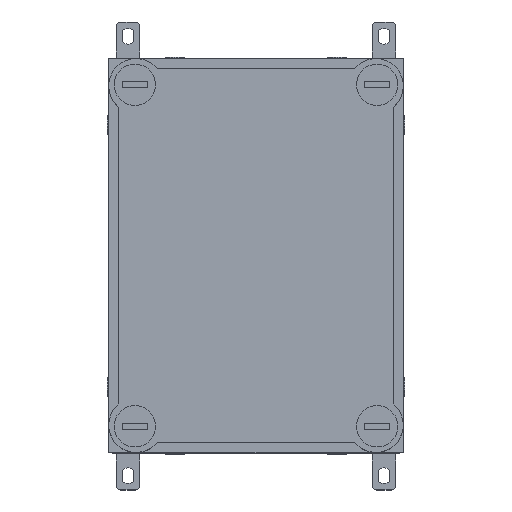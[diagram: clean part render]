
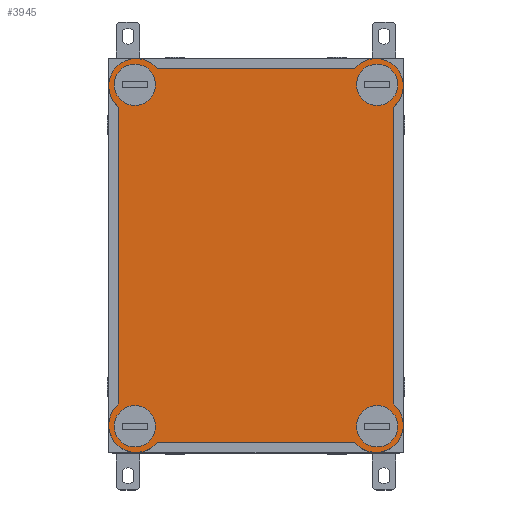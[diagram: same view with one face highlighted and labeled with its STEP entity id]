
A CAD part, top view. The second image highlights one B-rep face of the part: STEP entity #3945.
In plain terms, the highlighted planar face has unit normal (0, 0, 1).
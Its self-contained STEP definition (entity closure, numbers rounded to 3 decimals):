
#3945 = ADVANCED_FACE( '', ( #8391, #8392, #8393, #8394, #8395 ), #8396, .T. );
#8391 = FACE_BOUND( '', #13178, .T. );
#8392 = FACE_BOUND( '', #13179, .T. );
#8393 = FACE_BOUND( '', #13180, .T. );
#8394 = FACE_BOUND( '', #13181, .T. );
#8395 = FACE_OUTER_BOUND( '', #13182, .T. );
#8396 = PLANE( '', #13183 );
#13178 = EDGE_LOOP( '', ( #24675 ) );
#13179 = EDGE_LOOP( '', ( #24676 ) );
#13180 = EDGE_LOOP( '', ( #24677 ) );
#13181 = EDGE_LOOP( '', ( #24678 ) );
#13182 = EDGE_LOOP( '', ( #24679, #24680, #24681, #24682, #24683, #24684, #24685, #24686 ) );
#13183 = AXIS2_PLACEMENT_3D( '', #24687, #24688, #24689 );
#24675 = ORIENTED_EDGE( '', *, *, #30499, .F. );
#24676 = ORIENTED_EDGE( '', *, *, #29969, .F. );
#24677 = ORIENTED_EDGE( '', *, *, #31610, .F. );
#24678 = ORIENTED_EDGE( '', *, *, #29666, .F. );
#24679 = ORIENTED_EDGE( '', *, *, #31306, .T. );
#24680 = ORIENTED_EDGE( '', *, *, #27067, .T. );
#24681 = ORIENTED_EDGE( '', *, *, #30558, .T. );
#24682 = ORIENTED_EDGE( '', *, *, #30291, .T. );
#24683 = ORIENTED_EDGE( '', *, *, #31098, .F. );
#24684 = ORIENTED_EDGE( '', *, *, #31004, .T. );
#24685 = ORIENTED_EDGE( '', *, *, #30053, .F. );
#24686 = ORIENTED_EDGE( '', *, *, #30887, .T. );
#24687 = CARTESIAN_POINT( '', ( 0., 0., 55. ) );
#24688 = DIRECTION( '', ( 0., 0., 1. ) );
#24689 = DIRECTION( '', ( 1., 0., 0. ) );
#27067 = EDGE_CURVE( '', #32148, #32145, #32149, .T. );
#29666 = EDGE_CURVE( '', #36488, #36488, #36489, .T. );
#29969 = EDGE_CURVE( '', #36914, #36914, #36915, .T. );
#30053 = EDGE_CURVE( '', #37026, #37027, #37028, .T. );
#30291 = EDGE_CURVE( '', #37340, #37344, #37346, .T. );
#30499 = EDGE_CURVE( '', #37629, #37629, #37630, .T. );
#30558 = EDGE_CURVE( '', #32145, #37340, #37711, .T. );
#30887 = EDGE_CURVE( '', #37026, #38132, #38134, .T. );
#31004 = EDGE_CURVE( '', #38280, #37027, #38281, .T. );
#31098 = EDGE_CURVE( '', #38280, #37344, #38395, .T. );
#31306 = EDGE_CURVE( '', #38132, #32148, #38638, .T. );
#31610 = EDGE_CURVE( '', #38983, #38983, #38984, .T. );
#32145 = VERTEX_POINT( '', #39585 );
#32148 = VERTEX_POINT( '', #39589 );
#32149 = CIRCLE( '', #39590, 17.18 );
#36488 = VERTEX_POINT( '', #45312 );
#36489 = CIRCLE( '', #45313, 13. );
#36914 = VERTEX_POINT( '', #45892 );
#36915 = CIRCLE( '', #45893, 13. );
#37026 = VERTEX_POINT( '', #46037 );
#37027 = VERTEX_POINT( '', #46038 );
#37028 = LINE( '', #46039, #46040 );
#37340 = VERTEX_POINT( '', #46474 );
#37344 = VERTEX_POINT( '', #46479 );
#37346 = CIRCLE( '', #46482, 17.18 );
#37629 = VERTEX_POINT( '', #46883 );
#37630 = CIRCLE( '', #46884, 13. );
#37711 = LINE( '', #46990, #46991 );
#38132 = VERTEX_POINT( '', #47553 );
#38134 = CIRCLE( '', #47556, 17.18 );
#38280 = VERTEX_POINT( '', #47753 );
#38281 = CIRCLE( '', #47754, 17.18 );
#38395 = LINE( '', #47902, #47903 );
#38638 = LINE( '', #48227, #48228 );
#38983 = VERTEX_POINT( '', #48673 );
#38984 = CIRCLE( '', #48674, 13. );
#39585 = CARTESIAN_POINT( '', ( 6.4, 154.939, 55. ) );
#39589 = CARTESIAN_POINT( '', ( 30.561, 179.1, 55. ) );
#39590 = AXIS2_PLACEMENT_3D( '', #49237, #49238, #49239 );
#45312 = CARTESIAN_POINT( '', ( 244.5, 169., 55. ) );
#45313 = AXIS2_PLACEMENT_3D( '', #52789, #52790, #52791 );
#45892 = CARTESIAN_POINT( '', ( 29.5, 16.5, 55. ) );
#45893 = AXIS2_PLACEMENT_3D( '', #53120, #53121, #53122 );
#46037 = CARTESIAN_POINT( '', ( 241.6, 154.939, 55. ) );
#46038 = CARTESIAN_POINT( '', ( 241.6, 30.561, 55. ) );
#46039 = CARTESIAN_POINT( '', ( 241.6, 185.5, 55. ) );
#46040 = VECTOR( '', #53213, 1000. );
#46474 = CARTESIAN_POINT( '', ( 6.4, 30.561, 55. ) );
#46479 = CARTESIAN_POINT( '', ( 30.561, 6.4, 55. ) );
#46482 = AXIS2_PLACEMENT_3D( '', #53449, #53450, #53451 );
#46883 = CARTESIAN_POINT( '', ( 29.5, 169., 55. ) );
#46884 = AXIS2_PLACEMENT_3D( '', #53669, #53670, #53671 );
#46990 = CARTESIAN_POINT( '', ( 6.4, 185.5, 55. ) );
#46991 = VECTOR( '', #53730, 1000. );
#47553 = CARTESIAN_POINT( '', ( 217.439, 179.1, 55. ) );
#47556 = AXIS2_PLACEMENT_3D( '', #54092, #54093, #54094 );
#47753 = CARTESIAN_POINT( '', ( 217.439, 6.4, 55. ) );
#47754 = AXIS2_PLACEMENT_3D( '', #54215, #54216, #54217 );
#47902 = CARTESIAN_POINT( '', ( 248., 6.4, 55. ) );
#47903 = VECTOR( '', #54309, 1000. );
#48227 = CARTESIAN_POINT( '', ( 248., 179.1, 55. ) );
#48228 = VECTOR( '', #54502, 1000. );
#48673 = CARTESIAN_POINT( '', ( 244.5, 16.5, 55. ) );
#48674 = AXIS2_PLACEMENT_3D( '', #54765, #54766, #54767 );
#49237 = CARTESIAN_POINT( '', ( 17.2, 168.3, 55. ) );
#49238 = DIRECTION( '', ( 0., 0., 1. ) );
#49239 = DIRECTION( '', ( 1., 0., 0. ) );
#52789 = CARTESIAN_POINT( '', ( 231.5, 169., 55. ) );
#52790 = DIRECTION( '', ( 0., 0., 1. ) );
#52791 = DIRECTION( '', ( 1., 0., 0. ) );
#53120 = CARTESIAN_POINT( '', ( 16.5, 16.5, 55. ) );
#53121 = DIRECTION( '', ( 0., 0., 1. ) );
#53122 = DIRECTION( '', ( 1., 0., 0. ) );
#53213 = DIRECTION( '', ( 0., -1., 0. ) );
#53449 = CARTESIAN_POINT( '', ( 17.2, 17.2, 55. ) );
#53450 = DIRECTION( '', ( 0., 0., 1. ) );
#53451 = DIRECTION( '', ( 1., 0., 0. ) );
#53669 = CARTESIAN_POINT( '', ( 16.5, 169., 55. ) );
#53670 = DIRECTION( '', ( 0., 0., 1. ) );
#53671 = DIRECTION( '', ( 1., 0., 0. ) );
#53730 = DIRECTION( '', ( 0., -1., 0. ) );
#54092 = CARTESIAN_POINT( '', ( 230.8, 168.3, 55. ) );
#54093 = DIRECTION( '', ( 0., 0., 1. ) );
#54094 = DIRECTION( '', ( 1., 0., 0. ) );
#54215 = CARTESIAN_POINT( '', ( 230.8, 17.2, 55. ) );
#54216 = DIRECTION( '', ( 0., 0., 1. ) );
#54217 = DIRECTION( '', ( 1., 0., 0. ) );
#54309 = DIRECTION( '', ( -1., 0., 0. ) );
#54502 = DIRECTION( '', ( -1., 0., 0. ) );
#54765 = CARTESIAN_POINT( '', ( 231.5, 16.5, 55. ) );
#54766 = DIRECTION( '', ( 0., 0., 1. ) );
#54767 = DIRECTION( '', ( 1., 0., 0. ) );
